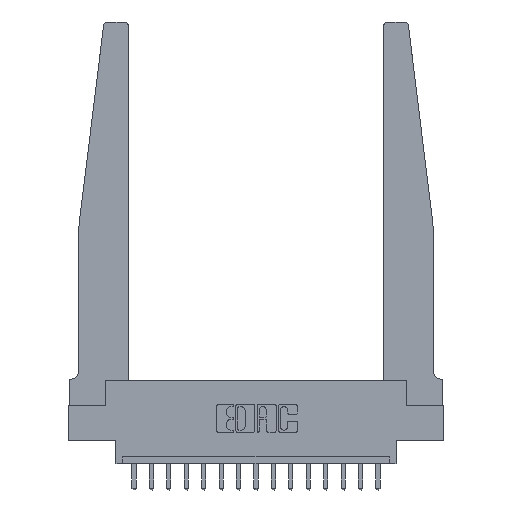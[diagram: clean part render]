
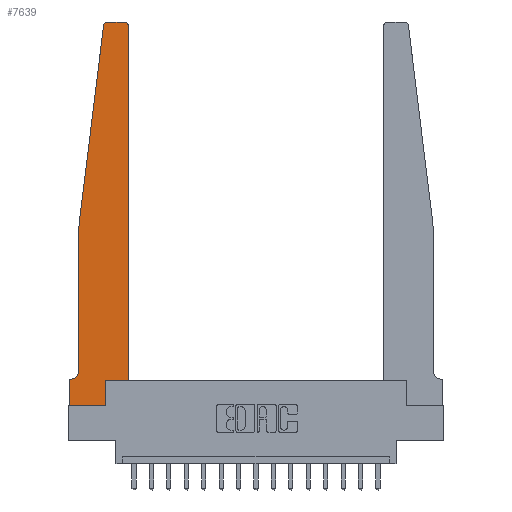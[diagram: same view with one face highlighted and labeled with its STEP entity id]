
A CAD part, top view. The second image highlights one B-rep face of the part: STEP entity #7639.
In plain terms, the highlighted planar face has unit normal (0, 0, 1).
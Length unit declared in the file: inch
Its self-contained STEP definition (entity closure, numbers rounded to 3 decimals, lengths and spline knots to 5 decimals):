
#158 = EDGE_CURVE ( 'NONE', #10024, #8288, #8240, .T. ) ;
#1016 = CARTESIAN_POINT ( 'NONE',  ( 0.065, 0.2375, 0.37 ) ) ;
#1081 = CARTESIAN_POINT ( 'NONE',  ( 0.425, 2.72, 0.37 ) ) ;
#1103 = LINE ( 'NONE', #6680, #13065 ) ;
#1495 = VECTOR ( 'NONE', #3693, 39.37008 ) ;
#1502 = LINE ( 'NONE', #15448, #2647 ) ;
#1676 = VECTOR ( 'NONE', #6875, 39.37008 ) ;
#1678 = VERTEX_POINT ( 'NONE', #5202 ) ;
#1912 = ORIENTED_EDGE ( 'NONE', *, *, #3408, .T. ) ;
#2143 = EDGE_CURVE ( 'NONE', #4655, #7620, #3950, .T. ) ;
#2181 = AXIS2_PLACEMENT_3D ( 'NONE', #3086, #8769, #10274 ) ;
#2203 = CARTESIAN_POINT ( 'NONE',  ( 0.065, 1.25, 0.37 ) ) ;
#2214 = CARTESIAN_POINT ( 'NONE',  ( 0., 0.1875, 0.37 ) ) ;
#2300 = CARTESIAN_POINT ( 'NONE',  ( 0., 0.1875, 0.37 ) ) ;
#2647 = VECTOR ( 'NONE', #8277, 39.37008 ) ;
#2808 = ORIENTED_EDGE ( 'NONE', *, *, #4536, .T. ) ;
#2934 = VERTEX_POINT ( 'NONE', #13676 ) ;
#2979 = ORIENTED_EDGE ( 'NONE', *, *, #4124, .T. ) ;
#3086 = CARTESIAN_POINT ( 'NONE',  ( 0.27653, 2.72, 0.37 ) ) ;
#3103 = VERTEX_POINT ( 'NONE', #9321 ) ;
#3356 = CARTESIAN_POINT ( 'NONE',  ( 0.425, 0.18, 0.37 ) ) ;
#3388 = ORIENTED_EDGE ( 'NONE', *, *, #16854, .T. ) ;
#3408 = EDGE_CURVE ( 'NONE', #3103, #10024, #1103, .T. ) ;
#3693 = DIRECTION ( 'NONE',  ( -1., 0., 0. ) ) ;
#3750 = DIRECTION ( 'NONE',  ( 0., 0., -1. ) ) ;
#3874 = LINE ( 'NONE', #6777, #1495 ) ;
#3943 = VECTOR ( 'NONE', #8419, 39.37008 ) ;
#3950 = LINE ( 'NONE', #2203, #17773 ) ;
#4124 = EDGE_CURVE ( 'NONE', #9935, #3103, #10357, .T. ) ;
#4421 = EDGE_CURVE ( 'NONE', #2934, #18323, #3874, .T. ) ;
#4536 = EDGE_CURVE ( 'NONE', #8288, #1678, #1502, .T. ) ;
#4655 = VERTEX_POINT ( 'NONE', #8650 ) ;
#4874 = CARTESIAN_POINT ( 'NONE',  ( 0.2605, 0.18, 0.37 ) ) ;
#5202 = CARTESIAN_POINT ( 'NONE',  ( 0.27653, 2.75, 0.37 ) ) ;
#5565 = LINE ( 'NONE', #13941, #1676 ) ;
#5702 = DIRECTION ( 'NONE',  ( 0., 0., 1. ) ) ;
#6037 = AXIS2_PLACEMENT_3D ( 'NONE', #7940, #3750, #9439 ) ;
#6680 = CARTESIAN_POINT ( 'NONE',  ( 0.425, 0.18, 0.37 ) ) ;
#6738 = DIRECTION ( 'NONE',  ( 1., 0., 0. ) ) ;
#6777 = CARTESIAN_POINT ( 'NONE',  ( 0.065, 0.1875, 0.37 ) ) ;
#6875 = DIRECTION ( 'NONE',  ( -0.122, -0.992, 0. ) ) ;
#7620 = VERTEX_POINT ( 'NONE', #1016 ) ;
#7639 = ADVANCED_FACE ( 'NONE', ( #10885 ), #15049, .T. ) ;
#7940 = CARTESIAN_POINT ( 'NONE',  ( 0.015, 0.2375, 0.37 ) ) ;
#7968 = DIRECTION ( 'NONE',  ( 0., 0., 1. ) ) ;
#8240 = CIRCLE ( 'NONE', #18092, 0.03 ) ;
#8277 = DIRECTION ( 'NONE',  ( -1., 0., 0. ) ) ;
#8288 = VERTEX_POINT ( 'NONE', #11018 ) ;
#8419 = DIRECTION ( 'NONE',  ( 0., -1., 0. ) ) ;
#8650 = CARTESIAN_POINT ( 'NONE',  ( 0.065, 1.25, 0.37 ) ) ;
#8769 = DIRECTION ( 'NONE',  ( 0., 0., 1. ) ) ;
#8915 = VERTEX_POINT ( 'NONE', #15466 ) ;
#9186 = VECTOR ( 'NONE', #15847, 39.37008 ) ;
#9321 = CARTESIAN_POINT ( 'NONE',  ( 0.425, 0.18, 0.37 ) ) ;
#9439 = DIRECTION ( 'NONE',  ( -1., 0., 0. ) ) ;
#9645 = DIRECTION ( 'NONE',  ( 0., -1., 0. ) ) ;
#9707 = EDGE_CURVE ( 'NONE', #18323, #17066, #13591, .T. ) ;
#9771 = ORIENTED_EDGE ( 'NONE', *, *, #13394, .T. ) ;
#9843 = AXIS2_PLACEMENT_3D ( 'NONE', #2300, #7968, #13665 ) ;
#9907 = ORIENTED_EDGE ( 'NONE', *, *, #10203, .T. ) ;
#9935 = VERTEX_POINT ( 'NONE', #4874 ) ;
#9973 = EDGE_CURVE ( 'NONE', #7620, #2934, #10497, .T. ) ;
#10009 = ORIENTED_EDGE ( 'NONE', *, *, #158, .T. ) ;
#10024 = VERTEX_POINT ( 'NONE', #1081 ) ;
#10185 = ORIENTED_EDGE ( 'NONE', *, *, #9973, .T. ) ;
#10203 = EDGE_CURVE ( 'NONE', #1678, #8915, #10798, .T. ) ;
#10274 = DIRECTION ( 'NONE',  ( 1., 0., 0. ) ) ;
#10357 = LINE ( 'NONE', #3356, #9186 ) ;
#10497 = CIRCLE ( 'NONE', #6037, 0.05 ) ;
#10637 = CARTESIAN_POINT ( 'NONE',  ( 0., 0., 0.37 ) ) ;
#10689 = CARTESIAN_POINT ( 'NONE',  ( 0., 0., 0.37 ) ) ;
#10798 = CIRCLE ( 'NONE', #2181, 0.03 ) ;
#10885 = FACE_OUTER_BOUND ( 'NONE', #14594, .T. ) ;
#10974 = VERTEX_POINT ( 'NONE', #12850 ) ;
#11018 = CARTESIAN_POINT ( 'NONE',  ( 0.395, 2.75, 0.37 ) ) ;
#12032 = ORIENTED_EDGE ( 'NONE', *, *, #2143, .T. ) ;
#12301 = CARTESIAN_POINT ( 'NONE',  ( 0.2605, 0.18, 0.37 ) ) ;
#12358 = VECTOR ( 'NONE', #6738, 39.37008 ) ;
#12615 = CARTESIAN_POINT ( 'NONE',  ( 0.395, 2.72, 0.37 ) ) ;
#12632 = ORIENTED_EDGE ( 'NONE', *, *, #9707, .T. ) ;
#12850 = CARTESIAN_POINT ( 'NONE',  ( 0.2605, 0., 0.37 ) ) ;
#13065 = VECTOR ( 'NONE', #13841, 39.37008 ) ;
#13394 = EDGE_CURVE ( 'NONE', #17066, #10974, #15013, .T. ) ;
#13591 = LINE ( 'NONE', #10689, #3943 ) ;
#13665 = DIRECTION ( 'NONE',  ( 1., 0., 0. ) ) ;
#13676 = CARTESIAN_POINT ( 'NONE',  ( 0.015, 0.1875, 0.37 ) ) ;
#13841 = DIRECTION ( 'NONE',  ( 0., 1., 0. ) ) ;
#13941 = CARTESIAN_POINT ( 'NONE',  ( 0.065, 1.25, 0.37 ) ) ;
#14043 = LINE ( 'NONE', #12301, #14872 ) ;
#14594 = EDGE_LOOP ( 'NONE', ( #2808, #9907, #16923, #12032, #10185, #15910, #12632, #9771, #3388, #2979, #1912, #10009 ) ) ;
#14646 = CARTESIAN_POINT ( 'NONE',  ( 0., 0., 0.37 ) ) ;
#14872 = VECTOR ( 'NONE', #17970, 39.37008 ) ;
#15013 = LINE ( 'NONE', #10637, #12358 ) ;
#15049 = PLANE ( 'NONE',  #9843 ) ;
#15374 = DIRECTION ( 'NONE',  ( 1., 0., 0. ) ) ;
#15400 = EDGE_CURVE ( 'NONE', #8915, #4655, #5565, .T. ) ;
#15448 = CARTESIAN_POINT ( 'NONE',  ( 0.25, 2.75, 0.37 ) ) ;
#15466 = CARTESIAN_POINT ( 'NONE',  ( 0.24675, 2.72367, 0.37 ) ) ;
#15847 = DIRECTION ( 'NONE',  ( 1., 0., 0. ) ) ;
#15910 = ORIENTED_EDGE ( 'NONE', *, *, #4421, .T. ) ;
#16854 = EDGE_CURVE ( 'NONE', #10974, #9935, #14043, .T. ) ;
#16923 = ORIENTED_EDGE ( 'NONE', *, *, #15400, .T. ) ;
#17066 = VERTEX_POINT ( 'NONE', #14646 ) ;
#17773 = VECTOR ( 'NONE', #9645, 39.37008 ) ;
#17970 = DIRECTION ( 'NONE',  ( 0., 1., 0. ) ) ;
#18092 = AXIS2_PLACEMENT_3D ( 'NONE', #12615, #5702, #15374 ) ;
#18323 = VERTEX_POINT ( 'NONE', #2214 ) ;
